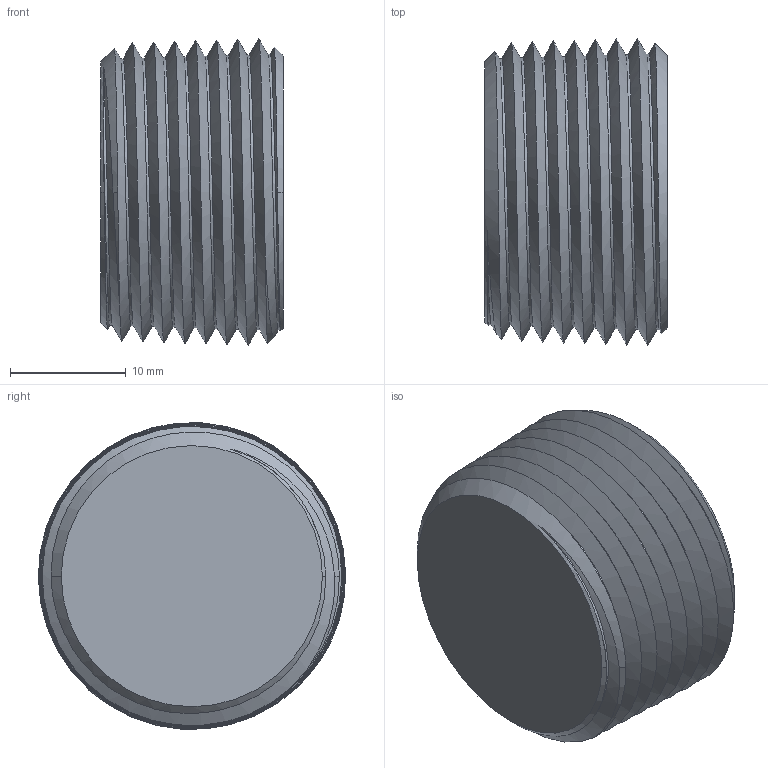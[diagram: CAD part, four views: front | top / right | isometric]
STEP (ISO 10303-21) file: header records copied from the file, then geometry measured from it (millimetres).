
FILE_DESCRIPTION(/* description */ (''),/* implementation_level */ '2;1');
FILE_NAME(/* name */ '109-N5.stp',/* time_stamp */ '2024-01-23T09:53:30-05:00',/* author */ ('esanner'),/* organization */ (''),/* preprocessor_version */ 'ST-DEVELOPER v19',/* originating_system */ 'AutoCAD Mechanical',/* authorisation */ '');
FILE_SCHEMA (('AUTOMOTIVE_DESIGN { 1 0 10303 214 3 1 1 }'));
Length unit declared in the file: millimetre
Products named in the file (2): Product; 109-N5
Assembly tree (1 placements, depth 2):
  Product
    109-N5
Bounding box: 15.75 x 26.53 x 26.44 mm (x, y, z)
Volume: 5496.3 mm3; surface area: 3576.8 mm2
Topology: 1 solids, 1 shells, 23 faces, 49 edges, 29 vertices
Faces by surface type: cone 11, plane 9, bspline 3
Entity records: 5650 total; most frequent: CARTESIAN_POINT 5166, ORIENTED_EDGE 98, DIRECTION 83, EDGE_CURVE 49, AXIS2_PLACEMENT_3D 33, VERTEX_POINT 29, EDGE_LOOP 24, FACE_OUTER_BOUND 23
